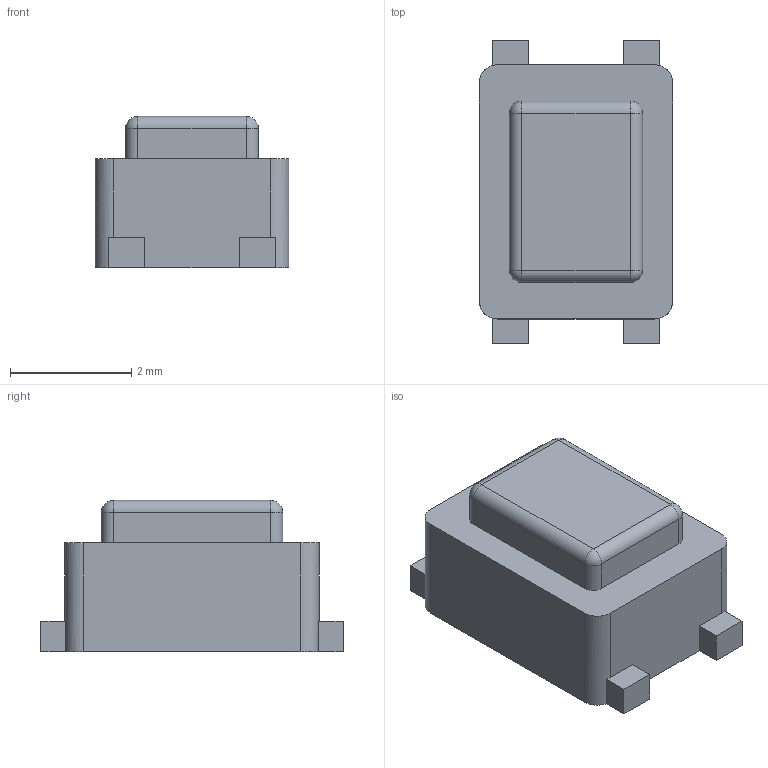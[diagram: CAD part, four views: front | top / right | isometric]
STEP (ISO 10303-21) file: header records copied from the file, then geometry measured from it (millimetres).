
FILE_DESCRIPTION(('FreeCAD Model'),'2;1');
FILE_NAME( 'SPST_PTS_810.step', '2016-02-17T23:42:05',('Author'),(''), 'Open CASCADE STEP processor 6.8','FreeCAD','Unknown');
FILE_SCHEMA(('AUTOMOTIVE_DESIGN_CC2 { 1 2 10303 214 -1 1 5 4 }'));
Length unit declared in the file: millimetre
Products named in the file (2): ASSEMBLY; SPST_PTS_810
Assembly tree (1 placements, depth 2):
  ASSEMBLY
    SPST_PTS_810
Bounding box: 3.2 x 5 x 2.5 mm (x, y, z)
Volume: 29 mm3; surface area: 62.1 mm2
Topology: 1 solids, 1 shells, 51 faces, 132 edges, 80 vertices
Faces by surface type: plane 35, cylinder 12, sphere 4
Entity records: 3549 total; most frequent: CARTESIAN_POINT 617, DIRECTION 472, LINE 288, VECTOR 288, ORIENTED_EDGE 256, PCURVE 256, DEFINITIONAL_REPRESENTATION 256, EDGE_CURVE 128
